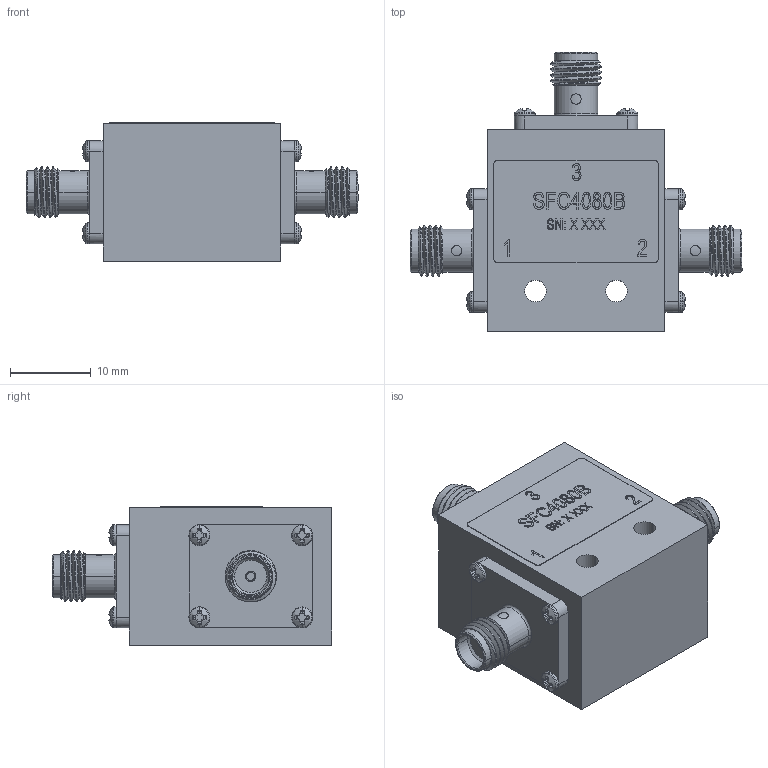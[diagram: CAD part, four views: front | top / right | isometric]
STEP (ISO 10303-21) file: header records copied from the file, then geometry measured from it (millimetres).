
FILE_DESCRIPTION (( 'STEP AP214' ), '1' );
FILE_NAME ('SFC4080B_3D.step', '2024-02-12T21:41:26', ( '' ), ( '' ), 'SwSTEP 2.0', 'SolidWorks 2022', '' );
FILE_SCHEMA (( 'AUTOMOTIVE_DESIGN' ));
Length unit declared in the file: inch
Products named in the file (1): SFC4080B_3D
Bounding box: 41.05 x 34.52 x 17.08 mm (x, y, z)
Volume: 10568.2 mm3; surface area: 4236.4 mm2
Topology: 1 solids, 13 shells, 840 faces, 2211 edges, 1451 vertices
Faces by surface type: plane 431, bspline 176, cylinder 131, cone 96, torus 6
Entity records: 35877 total; most frequent: CARTESIAN_POINT 16677, ORIENTED_EDGE 4422, DIRECTION 3262, EDGE_CURVE 2211, VERTEX_POINT 1451, AXIS2_PLACEMENT_3D 1107, VECTOR 1048, LINE 1048
